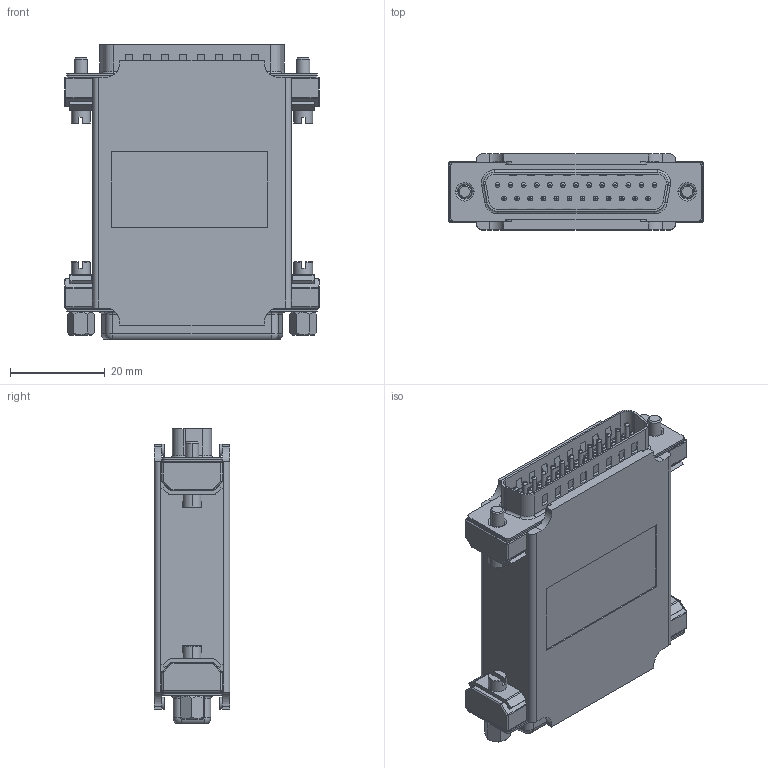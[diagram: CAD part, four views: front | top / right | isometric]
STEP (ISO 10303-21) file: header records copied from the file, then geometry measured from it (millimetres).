
FILE_DESCRIPTION (( 'STEP AP203' ), '1' );
FILE_NAME ('DIY25MF.STEP', '2013-02-14T20:58:12', ( 'x' ), ( '' ), 'SwSTEP 2.0', 'SolidWorks 2012', '' );
FILE_SCHEMA (( 'CONFIG_CONTROL_DESIGN' ));
Length unit declared in the file: inch
Products named in the file (7): DIY25MF; SDHS-PROD_DEFAULT; 3AA01-009_3AA01-009-437; DJB25MF-MA2; 1AC02-013; 1AC02-014; DJB25MF-MA1
Assembly tree (13 placements, depth 2):
  DIY25MF
    DJB25MF-MA1
    1AC02-014
    1AC02-013
    DJB25MF-MA2  x4
    3AA01-009_3AA01-009-437  x4
    SDHS-PROD_DEFAULT  x2
Bounding box: 53.87 x 16.03 x 62.29 mm (x, y, z)
Volume: 41916.8 mm3; surface area: 25599.8 mm2
Topology: 67 solids, 67 shells, 1652 faces, 3984 edges, 2524 vertices
Faces by surface type: cylinder 705, plane 704, torus 145, cone 66, sphere 32
Entity records: 47752 total; most frequent: CARTESIAN_POINT 9545, DIRECTION 8317, ORIENTED_EDGE 7404, EDGE_CURVE 3702, AXIS2_PLACEMENT_3D 3231, VERTEX_POINT 2355, LINE 1855, VECTOR 1855
